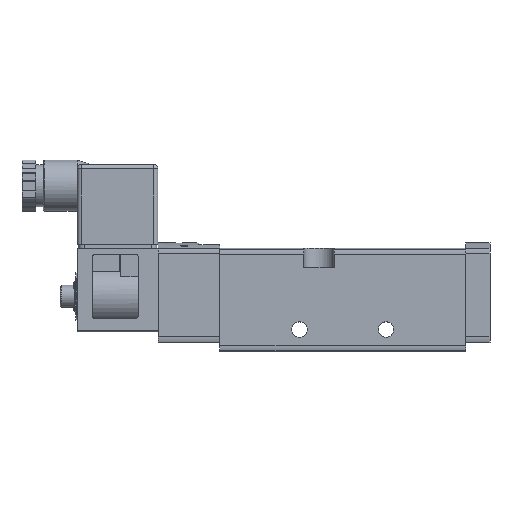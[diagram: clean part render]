
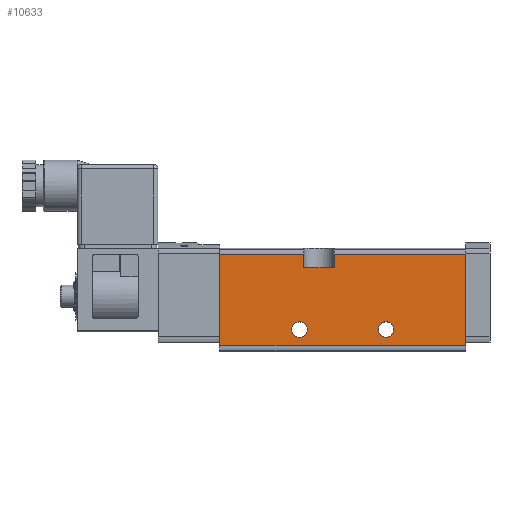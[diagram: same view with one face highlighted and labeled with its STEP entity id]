
A CAD part, top view. The second image highlights one B-rep face of the part: STEP entity #10633.
In plain terms, the highlighted planar face has unit normal (0, 0, 1).
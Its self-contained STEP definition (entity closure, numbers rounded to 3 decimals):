
#404=LINE('',#14684,#1076);
#405=LINE('',#14687,#1077);
#406=LINE('',#14689,#1078);
#407=LINE('',#14691,#1079);
#408=LINE('',#14693,#1080);
#409=LINE('',#14695,#1081);
#410=LINE('',#14697,#1082);
#411=LINE('',#14699,#1083);
#1076=VECTOR('',#12142,1000.);
#1077=VECTOR('',#12143,1000.);
#1078=VECTOR('',#12144,1000.);
#1079=VECTOR('',#12145,1000.);
#1080=VECTOR('',#12146,1000.);
#1081=VECTOR('',#12147,1000.);
#1082=VECTOR('',#12148,1000.);
#1083=VECTOR('',#12149,1000.);
#1768=ORIENTED_EDGE('',*,*,#4072,.F.);
#1769=ORIENTED_EDGE('',*,*,#4073,.F.);
#1770=ORIENTED_EDGE('',*,*,#4074,.F.);
#1771=ORIENTED_EDGE('',*,*,#4075,.T.);
#1772=ORIENTED_EDGE('',*,*,#4076,.T.);
#1773=ORIENTED_EDGE('',*,*,#4077,.F.);
#1774=ORIENTED_EDGE('',*,*,#4078,.F.);
#1775=ORIENTED_EDGE('',*,*,#4079,.T.);
#1776=ORIENTED_EDGE('',*,*,#4080,.T.);
#1777=ORIENTED_EDGE('',*,*,#4081,.F.);
#4072=EDGE_CURVE('',#5221,#5221,#6003,.F.);
#4073=EDGE_CURVE('',#5222,#5222,#6004,.F.);
#4074=EDGE_CURVE('',#5223,#5224,#404,.T.);
#4075=EDGE_CURVE('',#5223,#5225,#405,.T.);
#4076=EDGE_CURVE('',#5225,#5226,#406,.T.);
#4077=EDGE_CURVE('',#5227,#5226,#407,.T.);
#4078=EDGE_CURVE('',#5228,#5227,#408,.T.);
#4079=EDGE_CURVE('',#5228,#5229,#409,.T.);
#4080=EDGE_CURVE('',#5229,#5230,#410,.T.);
#4081=EDGE_CURVE('',#5224,#5230,#411,.T.);
#5221=VERTEX_POINT('',#14681);
#5222=VERTEX_POINT('',#14683);
#5223=VERTEX_POINT('',#14685);
#5224=VERTEX_POINT('',#14686);
#5225=VERTEX_POINT('',#14688);
#5226=VERTEX_POINT('',#14690);
#5227=VERTEX_POINT('',#14692);
#5228=VERTEX_POINT('',#14694);
#5229=VERTEX_POINT('',#14696);
#5230=VERTEX_POINT('',#14698);
#6003=CIRCLE('',#11162,2.75);
#6004=CIRCLE('',#11163,2.75);
#6369=EDGE_LOOP('',(#1768));
#6370=EDGE_LOOP('',(#1769));
#6371=EDGE_LOOP('',(#1770,#1771,#1772,#1773,#1774,#1775,#1776,#1777));
#7014=FACE_BOUND('',#6369,.T.);
#7015=FACE_BOUND('',#6370,.T.);
#7016=FACE_BOUND('',#6371,.T.);
#7651=PLANE('',#11161);
#10633=ADVANCED_FACE('',(#7014,#7015,#7016),#7651,.F.);
#11161=AXIS2_PLACEMENT_3D('',#14679,#12136,#12137);
#11162=AXIS2_PLACEMENT_3D('',#14680,#12138,#12139);
#11163=AXIS2_PLACEMENT_3D('',#14682,#12140,#12141);
#12136=DIRECTION('',(0.,0.,-1.));
#12137=DIRECTION('',(-1.,0.,0.));
#12138=DIRECTION('',(0.,0.,-1.));
#12139=DIRECTION('',(-1.,0.,0.));
#12140=DIRECTION('',(0.,0.,-1.));
#12141=DIRECTION('',(-1.,0.,0.));
#12142=DIRECTION('',(0.,-1.,0.));
#12143=DIRECTION('',(-1.,0.,0.));
#12144=DIRECTION('',(0.,-1.,0.));
#12145=DIRECTION('',(-1.,0.,0.));
#12146=DIRECTION('',(0.,-1.,0.));
#12147=DIRECTION('',(-1.,0.,0.));
#12148=DIRECTION('',(0.,-1.,0.));
#12149=DIRECTION('',(1.,0.,0.));
#14679=CARTESIAN_POINT('',(44.,34.9,15.5));
#14680=CARTESIAN_POINT('',(15.51,8.,15.5));
#14681=CARTESIAN_POINT('',(12.76,8.,15.5));
#14682=CARTESIAN_POINT('',(-15.49,8.,15.5));
#14683=CARTESIAN_POINT('',(-18.24,8.,15.5));
#14684=CARTESIAN_POINT('',(-13.9,37.,15.5));
#14685=CARTESIAN_POINT('',(-13.9,34.9,15.5));
#14686=CARTESIAN_POINT('',(-13.9,30.,15.5));
#14687=CARTESIAN_POINT('',(44.,34.9,15.5));
#14688=CARTESIAN_POINT('',(-44.,34.9,15.5));
#14689=CARTESIAN_POINT('',(-44.,34.9,15.5));
#14690=CARTESIAN_POINT('',(-44.,2.1,15.5));
#14691=CARTESIAN_POINT('',(44.,2.1,15.5));
#14692=CARTESIAN_POINT('',(44.,2.1,15.5));
#14693=CARTESIAN_POINT('',(44.,34.9,15.5));
#14694=CARTESIAN_POINT('',(44.,34.9,15.5));
#14695=CARTESIAN_POINT('',(44.,34.9,15.5));
#14696=CARTESIAN_POINT('',(-3.1,34.9,15.5));
#14697=CARTESIAN_POINT('',(-3.1,37.,15.5));
#14698=CARTESIAN_POINT('',(-3.1,30.,15.5));
#14699=CARTESIAN_POINT('',(-13.9,30.,15.5));
